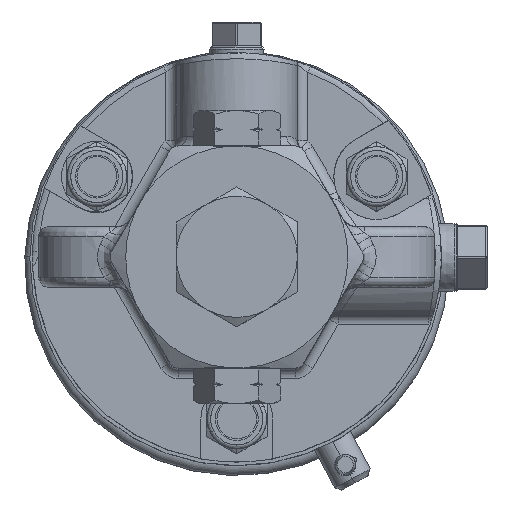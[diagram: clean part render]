
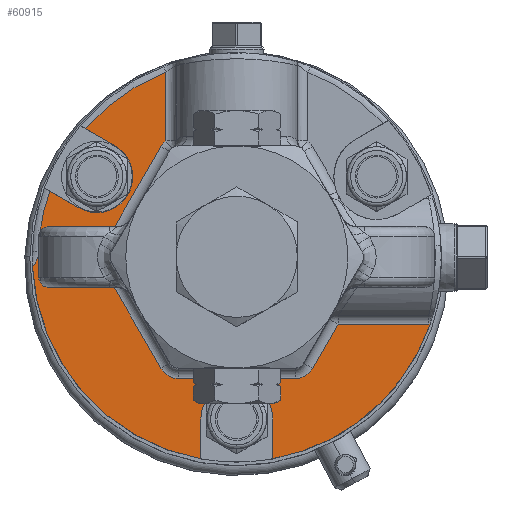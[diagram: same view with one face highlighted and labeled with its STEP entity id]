
A CAD part, top view. The second image highlights one B-rep face of the part: STEP entity #60915.
In plain terms, the highlighted planar face has unit normal (0, 0, 1).
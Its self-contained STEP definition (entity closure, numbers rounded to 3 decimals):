
#13477=DIRECTION('',(0.,1.,0.));
#13478=VECTOR('',#13477,12.499);
#13479=CARTESIAN_POINT('',(11.303,-63.299,45.161));
#13480=LINE('',#13479,#13478);
#13481=CARTESIAN_POINT('',(0.,-50.8,45.161));
#13482=DIRECTION('',(0.,0.,1.));
#13483=DIRECTION('',(1.,0.,0.));
#13484=AXIS2_PLACEMENT_3D('',#13481,#13482,#13483);
#13486=DIRECTION('',(0.,-1.,0.));
#13487=VECTOR('',#13486,12.499);
#13488=CARTESIAN_POINT('',(-11.303,-50.8,45.161));
#13489=LINE('',#13488,#13487);
#13490=CARTESIAN_POINT('',(0.,0.,45.161));
#13491=DIRECTION('',(0.,0.,1.));
#13492=DIRECTION('',(-0.999,-0.048,
0.));
#13493=AXIS2_PLACEMENT_3D('',#13490,#13491,#13492);
#13495=CARTESIAN_POINT('',(-62.816,-3.972,45.161));
#13496=DIRECTION('',(0.,0.,1.));
#13497=DIRECTION('',(-0.781,0.625,0.));
#13498=AXIS2_PLACEMENT_3D('',#13495,#13496,#13497);
#13500=CARTESIAN_POINT('',(-70.353,2.057,45.161));
#13501=DIRECTION('',(0.,0.,-1.));
#13502=DIRECTION('',(1.,-0.029,0.));
#13503=AXIS2_PLACEMENT_3D('',#13500,#13501,#13502);
#13505=CARTESIAN_POINT('',(0.,0.,45.161));
#13506=DIRECTION('',(0.,0.,1.));
#13507=DIRECTION('',(-0.942,0.335,0.));
#13508=AXIS2_PLACEMENT_3D('',#13505,#13506,#13507);
#13510=DIRECTION('',(0.866,-0.5,0.));
#13511=VECTOR('',#13510,10.55);
#13512=CARTESIAN_POINT('',(-58.782,20.886,45.161));
#13513=LINE('',#13512,#13511);
#13514=CARTESIAN_POINT('',(-43.994,25.4,45.161));
#13515=DIRECTION('',(0.,0.,1.));
#13516=DIRECTION('',(-0.5,-0.866,0.));
#13517=AXIS2_PLACEMENT_3D('',#13514,#13515,#13516);
#13519=DIRECTION('',(-0.866,0.5,0.));
#13520=VECTOR('',#13519,10.55);
#13521=CARTESIAN_POINT('',(-38.343,35.189,45.161));
#13522=LINE('',#13521,#13520);
#13523=CARTESIAN_POINT('',(0.,0.,45.161));
#13524=DIRECTION('',(0.,0.,1.));
#13525=DIRECTION('',(-0.358,0.934,0.));
#13526=AXIS2_PLACEMENT_3D('',#13523,#13524,#13525);
#13528=DIRECTION('',(0.,1.,0.));
#13529=VECTOR('',#13528,21.576);
#13530=CARTESIAN_POINT('',(-22.352,36.665,45.161));
#13531=LINE('',#13530,#13529);
#13532=CARTESIAN_POINT('',(-18.331,31.75,45.161));
#13533=DIRECTION('',(0.,0.,1.));
#13534=DIRECTION('',(-0.633,0.774,0.));
#13535=AXIS2_PLACEMENT_3D('',#13532,#13533,#13534);
#13537=DIRECTION('',(-0.5,-0.866,0.));
#13538=VECTOR('',#13537,36.662);
#13539=CARTESIAN_POINT('',(-23.83,34.925,45.161));
#13540=LINE('',#13539,#13538);
#13541=CARTESIAN_POINT('',(-36.662,0.,45.161));
#13542=DIRECTION('',(0.,0.,1.));
#13543=DIRECTION('',(-0.866,0.5,0.));
#13544=AXIS2_PLACEMENT_3D('',#13541,#13542,#13543);
#13546=DIRECTION('',(0.5,-0.866,0.));
#13547=VECTOR('',#13546,36.662);
#13548=CARTESIAN_POINT('',(-42.161,-3.175,45.161));
#13549=LINE('',#13548,#13547);
#13550=CARTESIAN_POINT('',(-18.331,-31.75,45.161));
#13551=DIRECTION('',(0.,0.,1.));
#13552=DIRECTION('',(-0.866,-0.5,
0.));
#13553=AXIS2_PLACEMENT_3D('',#13550,#13551,#13552);
#13555=DIRECTION('',(1.,0.,0.));
#13556=VECTOR('',#13555,36.662);
#13557=CARTESIAN_POINT('',(-18.331,-38.1,45.161));
#13558=LINE('',#13557,#13556);
#13559=CARTESIAN_POINT('',(18.331,-31.75,45.161));
#13560=DIRECTION('',(0.,0.,1.));
#13561=DIRECTION('',(0.,-1.,0.));
#13562=AXIS2_PLACEMENT_3D('',#13559,#13560,#13561);
#13564=DIRECTION('',(0.5,0.866,0.));
#13565=VECTOR('',#13564,16.068);
#13566=CARTESIAN_POINT('',(23.83,-34.925,45.161));
#13567=LINE('',#13566,#13565);
#13568=DIRECTION('',(1.,0.,0.));
#13569=VECTOR('',#13568,28.495);
#13570=CARTESIAN_POINT('',(31.864,-21.009,45.161));
#13571=LINE('',#13570,#13569);
#13572=CARTESIAN_POINT('',(60.36,-21.009,
45.161));
#13573=CARTESIAN_POINT('',(60.387,-21.009,
45.161));
#13574=CARTESIAN_POINT('',(60.442,-21.009,
45.161));
#13575=CARTESIAN_POINT('',(60.526,-21.007,
45.161));
#13576=CARTESIAN_POINT('',(60.609,-21.004,
45.161));
#13577=CARTESIAN_POINT('',(60.693,-20.999,
45.161));
#13578=CARTESIAN_POINT('',(60.748,-20.996,
45.161));
#13579=CARTESIAN_POINT('',(60.776,-20.994,
45.161));
#13581=CARTESIAN_POINT('',(0.,0.,45.161));
#13582=DIRECTION('',(0.,0.,1.));
#13583=DIRECTION('',(0.176,-0.984,0.));
#13584=AXIS2_PLACEMENT_3D('',#13581,#13582,#13583);
#13879=CARTESIAN_POINT('',(-22.352,58.24,
45.161));
#43939=CARTESIAN_POINT('',(-62.356,1.823,45.161));
#43940=CARTESIAN_POINT('',(-64.105,-2.94,45.161));
#43941=VERTEX_POINT('',#43939);
#43942=VERTEX_POINT('',#43940);
#43947=CARTESIAN_POINT('',(60.36,-21.009,
45.161));
#43948=VERTEX_POINT('',#43947);
#43954=VERTEX_POINT('',#13879);
#43955=CARTESIAN_POINT('',(23.83,-34.925,45.161));
#43956=CARTESIAN_POINT('',(31.864,-21.009,45.161));
#43957=VERTEX_POINT('',#43955);
#43958=VERTEX_POINT('',#43956);
#43963=CARTESIAN_POINT('',(18.331,-38.1,45.161));
#43964=VERTEX_POINT('',#43963);
#43967=CARTESIAN_POINT('',(-18.331,-38.1,45.161));
#43968=VERTEX_POINT('',#43967);
#43971=CARTESIAN_POINT('',(-23.83,-34.925,45.161));
#43972=VERTEX_POINT('',#43971);
#43975=CARTESIAN_POINT('',(-42.161,-3.175,45.161));
#43976=VERTEX_POINT('',#43975);
#43979=CARTESIAN_POINT('',(-42.161,3.175,45.161));
#43980=VERTEX_POINT('',#43979);
#43983=CARTESIAN_POINT('',(-23.83,34.925,45.161));
#43984=VERTEX_POINT('',#43983);
#43987=CARTESIAN_POINT('',(-22.352,36.665,45.161));
#43988=VERTEX_POINT('',#43987);
#44156=CARTESIAN_POINT('',(-64.225,-3.111,45.161));
#44157=VERTEX_POINT('',#44156);
#44158=VERTEX_POINT('',#13579);
#44177=CARTESIAN_POINT('',(11.303,-63.299,45.161));
#44178=CARTESIAN_POINT('',(11.303,-50.8,45.161));
#44179=VERTEX_POINT('',#44177);
#44180=VERTEX_POINT('',#44178);
#44181=CARTESIAN_POINT('',(-11.303,-50.8,45.161));
#44182=VERTEX_POINT('',#44181);
#44183=CARTESIAN_POINT('',(-11.303,-63.299,45.161));
#44184=VERTEX_POINT('',#44183);
#44265=CARTESIAN_POINT('',(-58.782,20.886,45.161));
#44266=CARTESIAN_POINT('',(-49.646,15.611,45.161));
#44267=VERTEX_POINT('',#44265);
#44268=VERTEX_POINT('',#44266);
#44269=CARTESIAN_POINT('',(-38.343,35.189,45.161));
#44270=VERTEX_POINT('',#44269);
#44271=CARTESIAN_POINT('',(-47.479,40.464,45.161));
#44272=VERTEX_POINT('',#44271);
#60865=CARTESIAN_POINT('',(0.,0.,45.161));
#60866=DIRECTION('',(0.,0.,1.));
#60867=DIRECTION('',(1.,0.,0.));
#60868=AXIS2_PLACEMENT_3D('',#60865,#60866,#60867);
#60869=PLANE('',#60868);
#60871=ORIENTED_EDGE('',*,*,#60870,.T.);
#60873=ORIENTED_EDGE('',*,*,#60872,.T.);
#60874=ORIENTED_EDGE('',*,*,#60856,.T.);
#60875=ORIENTED_EDGE('',*,*,#59656,.F.);
#60877=ORIENTED_EDGE('',*,*,#60876,.F.);
#60879=ORIENTED_EDGE('',*,*,#60878,.F.);
#60881=ORIENTED_EDGE('',*,*,#60880,.F.);
#60883=ORIENTED_EDGE('',*,*,#60882,.T.);
#60885=ORIENTED_EDGE('',*,*,#60884,.T.);
#60887=ORIENTED_EDGE('',*,*,#60886,.T.);
#60889=ORIENTED_EDGE('',*,*,#60888,.F.);
#60891=ORIENTED_EDGE('',*,*,#60890,.F.);
#60893=ORIENTED_EDGE('',*,*,#60892,.T.);
#60895=ORIENTED_EDGE('',*,*,#60894,.T.);
#60897=ORIENTED_EDGE('',*,*,#60896,.T.);
#60899=ORIENTED_EDGE('',*,*,#60898,.T.);
#60901=ORIENTED_EDGE('',*,*,#60900,.T.);
#60903=ORIENTED_EDGE('',*,*,#60902,.T.);
#60905=ORIENTED_EDGE('',*,*,#60904,.T.);
#60907=ORIENTED_EDGE('',*,*,#60906,.T.);
#60909=ORIENTED_EDGE('',*,*,#60908,.T.);
#60911=ORIENTED_EDGE('',*,*,#60910,.T.);
#60912=ORIENTED_EDGE('',*,*,#59705,.F.);
#60913=EDGE_LOOP('',(#60871,#60873,#60874,#60875,#60877,#60879,#60881,#60883,
#60885,#60887,#60889,#60891,#60893,#60895,#60897,#60899,#60901,#60903,#60905,
#60907,#60909,#60911,#60912));
#60914=FACE_OUTER_BOUND('',#60913,.F.);
#60915=ADVANCED_FACE('',(#60914),#60869,.T.);
#13485=CIRCLE('',#13484,11.303);
#13494=CIRCLE('',#13493,64.3);
#13499=CIRCLE('',#13498,1.651);
#13504=CIRCLE('',#13503,8.001);
#13509=CIRCLE('',#13508,62.382);
#13518=CIRCLE('',#13517,11.303);
#13527=CIRCLE('',#13526,62.382);
#13536=CIRCLE('',#13535,6.35);
#13545=CIRCLE('',#13544,6.35);
#13554=CIRCLE('',#13553,6.35);
#13563=CIRCLE('',#13562,6.35);
#13580=B_SPLINE_CURVE_WITH_KNOTS('',3,(#13572,#13573,#13574,#13575,#13576,
#13577,#13578,#13579),.UNSPECIFIED.,.F.,.F.,(4,1,1,1,1,4),(0.,0.2,0.4,
0.6,0.8,1.),.UNSPECIFIED.);
#13585=CIRCLE('',#13584,64.3);
#59656=EDGE_CURVE('',#44157,#44184,#13494,.T.);
#59705=EDGE_CURVE('',#44179,#44158,#13585,.T.);
#60856=EDGE_CURVE('',#44182,#44184,#13489,.T.);
#60870=EDGE_CURVE('',#44179,#44180,#13480,.T.);
#60872=EDGE_CURVE('',#44180,#44182,#13485,.T.);
#60876=EDGE_CURVE('',#43942,#44157,#13499,.T.);
#60878=EDGE_CURVE('',#43941,#43942,#13504,.T.);
#60880=EDGE_CURVE('',#44267,#43941,#13509,.T.);
#60882=EDGE_CURVE('',#44267,#44268,#13513,.T.);
#60884=EDGE_CURVE('',#44268,#44270,#13518,.T.);
#60886=EDGE_CURVE('',#44270,#44272,#13522,.T.);
#60888=EDGE_CURVE('',#43954,#44272,#13527,.T.);
#60890=EDGE_CURVE('',#43988,#43954,#13531,.T.);
#60892=EDGE_CURVE('',#43988,#43984,#13536,.T.);
#60894=EDGE_CURVE('',#43984,#43980,#13540,.T.);
#60896=EDGE_CURVE('',#43980,#43976,#13545,.T.);
#60898=EDGE_CURVE('',#43976,#43972,#13549,.T.);
#60900=EDGE_CURVE('',#43972,#43968,#13554,.T.);
#60902=EDGE_CURVE('',#43968,#43964,#13558,.T.);
#60904=EDGE_CURVE('',#43964,#43957,#13563,.T.);
#60906=EDGE_CURVE('',#43957,#43958,#13567,.T.);
#60908=EDGE_CURVE('',#43958,#43948,#13571,.T.);
#60910=EDGE_CURVE('',#43948,#44158,#13580,.T.);
